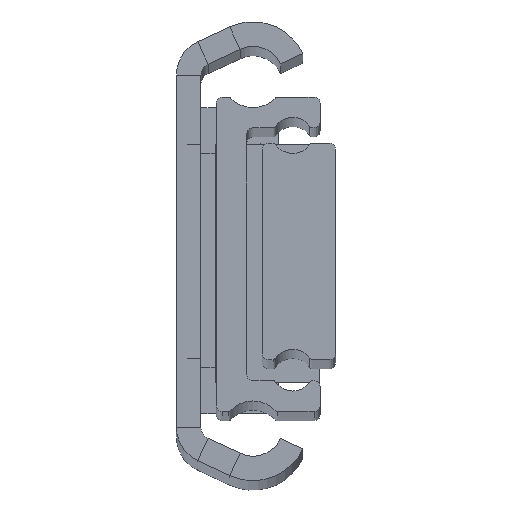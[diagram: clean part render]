
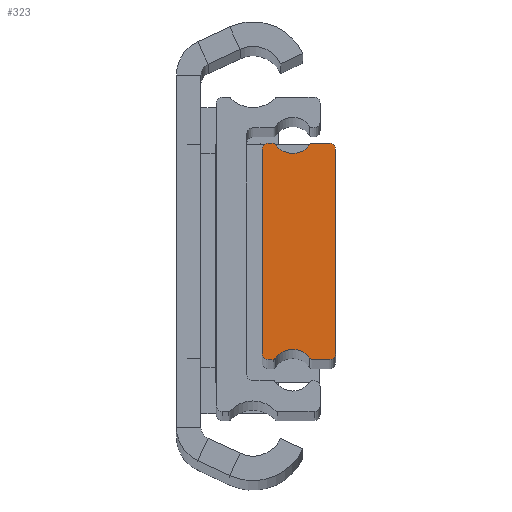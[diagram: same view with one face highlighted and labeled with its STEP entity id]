
A CAD part, top view. The second image highlights one B-rep face of the part: STEP entity #323.
In plain terms, the highlighted planar face has unit normal (0, 0, 1).
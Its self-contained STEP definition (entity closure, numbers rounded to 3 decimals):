
#67 = VERTEX_POINT ( 'NONE', #1908 ) ;
#95 = CARTESIAN_POINT ( 'NONE',  ( -11., 16.687, 0. ) ) ;
#109 = VECTOR ( 'NONE', #3554, 1000. ) ;
#130 = DIRECTION ( 'NONE',  ( 1., 0., 0. ) ) ;
#138 = LINE ( 'NONE', #5001, #1456 ) ;
#164 = CARTESIAN_POINT ( 'NONE',  ( 0., 16.688, 0. ) ) ;
#173 = VERTEX_POINT ( 'NONE', #1507 ) ;
#196 = CIRCLE ( 'NONE', #1875, 0.5 ) ;
#292 = LINE ( 'NONE', #1139, #4956 ) ;
#298 = CARTESIAN_POINT ( 'NONE',  ( -1., -16.688, 0. ) ) ;
#316 = CARTESIAN_POINT ( 'NONE',  ( -10.203, 17.188, 0. ) ) ;
#323 = ADVANCED_FACE ( 'NONE', ( #4103 ), #4930, .T. ) ;
#367 = CIRCLE ( 'NONE', #957, 3.4 ) ;
#380 = VERTEX_POINT ( 'NONE', #164 ) ;
#381 = CARTESIAN_POINT ( 'NONE',  ( -10.203, -17.188, 0. ) ) ;
#527 = DIRECTION ( 'NONE',  ( 0., 0., 1. ) ) ;
#585 = VERTEX_POINT ( 'NONE', #775 ) ;
#597 = AXIS2_PLACEMENT_3D ( 'NONE', #4155, #527, #1244 ) ;
#630 = ORIENTED_EDGE ( 'NONE', *, *, #4967, .T. ) ;
#659 = EDGE_CURVE ( 'NONE', #2567, #67, #3426, .T. ) ;
#775 = CARTESIAN_POINT ( 'NONE',  ( -3.797, 17.688, 0. ) ) ;
#813 = DIRECTION ( 'NONE',  ( 1., 0., 0. ) ) ;
#851 = DIRECTION ( 'NONE',  ( 0., 0., 1. ) ) ;
#957 = AXIS2_PLACEMENT_3D ( 'NONE', #1448, #4293, #3864 ) ;
#1112 = AXIS2_PLACEMENT_3D ( 'NONE', #4492, #851, #1716 ) ;
#1139 = CARTESIAN_POINT ( 'NONE',  ( -12., 16.688, 0. ) ) ;
#1233 = AXIS2_PLACEMENT_3D ( 'NONE', #298, #1904, #3125 ) ;
#1244 = DIRECTION ( 'NONE',  ( 1., 0., 0. ) ) ;
#1246 = VERTEX_POINT ( 'NONE', #2798 ) ;
#1268 = LINE ( 'NONE', #2113, #4424 ) ;
#1286 = DIRECTION ( 'NONE',  ( 1., 0., 0. ) ) ;
#1355 = CIRCLE ( 'NONE', #597, 1. ) ;
#1409 = ORIENTED_EDGE ( 'NONE', *, *, #3159, .T. ) ;
#1436 = CARTESIAN_POINT ( 'NONE',  ( -4.208, -17.473, 0. ) ) ;
#1448 = CARTESIAN_POINT ( 'NONE',  ( -7., -19.412, 0. ) ) ;
#1452 = AXIS2_PLACEMENT_3D ( 'NONE', #2908, #2851, #4825 ) ;
#1456 = VECTOR ( 'NONE', #2891, 1000. ) ;
#1507 = CARTESIAN_POINT ( 'NONE',  ( -11., 17.688, 0. ) ) ;
#1584 = DIRECTION ( 'NONE',  ( 1., 0., 0. ) ) ;
#1633 = EDGE_CURVE ( 'NONE', #3284, #3072, #2808, .T. ) ;
#1639 = ORIENTED_EDGE ( 'NONE', *, *, #659, .T. ) ;
#1664 = DIRECTION ( 'NONE',  ( -1., 0., 0. ) ) ;
#1710 = CIRCLE ( 'NONE', #1112, 1. ) ;
#1716 = DIRECTION ( 'NONE',  ( 1., 0., 0. ) ) ;
#1776 = CIRCLE ( 'NONE', #4428, 0.5 ) ;
#1827 = ORIENTED_EDGE ( 'NONE', *, *, #3293, .T. ) ;
#1840 = CARTESIAN_POINT ( 'NONE',  ( -12., -16.687, 0. ) ) ;
#1841 = CARTESIAN_POINT ( 'NONE',  ( -3.797, -17.688, 0. ) ) ;
#1875 = AXIS2_PLACEMENT_3D ( 'NONE', #3034, #2241, #4647 ) ;
#1904 = DIRECTION ( 'NONE',  ( 0., 0., 1. ) ) ;
#1906 = DIRECTION ( 'NONE',  ( 0., 1., 0. ) ) ;
#1908 = CARTESIAN_POINT ( 'NONE',  ( 0., -16.688, 0. ) ) ;
#1920 = DIRECTION ( 'NONE',  ( 0., 0., 1. ) ) ;
#1964 = EDGE_CURVE ( 'NONE', #67, #380, #5085, .T. ) ;
#2045 = DIRECTION ( 'NONE',  ( 0., 0., 1. ) ) ;
#2102 = EDGE_CURVE ( 'NONE', #173, #3140, #2797, .T. ) ;
#2113 = CARTESIAN_POINT ( 'NONE',  ( -1., 17.688, 0. ) ) ;
#2210 = VERTEX_POINT ( 'NONE', #1840 ) ;
#2241 = DIRECTION ( 'NONE',  ( 0., 0., 1. ) ) ;
#2372 = DIRECTION ( 'NONE',  ( -1., 0., 0. ) ) ;
#2400 = ORIENTED_EDGE ( 'NONE', *, *, #1964, .T. ) ;
#2416 = DIRECTION ( 'NONE',  ( 0., -1., 0. ) ) ;
#2460 = VERTEX_POINT ( 'NONE', #4522 ) ;
#2488 = AXIS2_PLACEMENT_3D ( 'NONE', #381, #2045, #1584 ) ;
#2539 = DIRECTION ( 'NONE',  ( 1., 0., 0. ) ) ;
#2547 = ORIENTED_EDGE ( 'NONE', *, *, #2102, .T. ) ;
#2548 = VECTOR ( 'NONE', #1906, 1000. ) ;
#2564 = CARTESIAN_POINT ( 'NONE',  ( -3.797, 17.188, 0. ) ) ;
#2567 = VERTEX_POINT ( 'NONE', #4666 ) ;
#2636 = ORIENTED_EDGE ( 'NONE', *, *, #1633, .T. ) ;
#2651 = VERTEX_POINT ( 'NONE', #4728 ) ;
#2752 = CARTESIAN_POINT ( 'NONE',  ( -4.208, 17.473, 0. ) ) ;
#2759 = DIRECTION ( 'NONE',  ( 0., 0., 1. ) ) ;
#2797 = CIRCLE ( 'NONE', #3567, 1. ) ;
#2798 = CARTESIAN_POINT ( 'NONE',  ( -11., -17.687, 0. ) ) ;
#2808 = CIRCLE ( 'NONE', #1452, 3.4 ) ;
#2843 = CARTESIAN_POINT ( 'NONE',  ( -9.792, 17.473, 0. ) ) ;
#2851 = DIRECTION ( 'NONE',  ( 0., 0., -1. ) ) ;
#2871 = CARTESIAN_POINT ( 'NONE',  ( -11., 16.687, 0. ) ) ;
#2891 = DIRECTION ( 'NONE',  ( 1., 0., 0. ) ) ;
#2908 = CARTESIAN_POINT ( 'NONE',  ( -7., 19.412, 0. ) ) ;
#3018 = EDGE_CURVE ( 'NONE', #4421, #2567, #4763, .T. ) ;
#3034 = CARTESIAN_POINT ( 'NONE',  ( -3.797, -17.188, 0. ) ) ;
#3036 = EDGE_LOOP ( 'NONE', ( #2547, #1827, #3681, #3383, #5095, #1409, #3962, #3771, #1639, #2400, #5200, #630, #3699, #2636, #4072, #3197 ) ) ;
#3072 = VERTEX_POINT ( 'NONE', #2843 ) ;
#3097 = EDGE_CURVE ( 'NONE', #3452, #5098, #4258, .T. ) ;
#3125 = DIRECTION ( 'NONE',  ( 1., 0., 0. ) ) ;
#3140 = VERTEX_POINT ( 'NONE', #3495 ) ;
#3153 = CARTESIAN_POINT ( 'NONE',  ( -3.797, -17.688, 0. ) ) ;
#3159 = EDGE_CURVE ( 'NONE', #5098, #5175, #367, .T. ) ;
#3197 = ORIENTED_EDGE ( 'NONE', *, *, #4941, .T. ) ;
#3284 = VERTEX_POINT ( 'NONE', #2752 ) ;
#3293 = EDGE_CURVE ( 'NONE', #3140, #2210, #292, .T. ) ;
#3383 = ORIENTED_EDGE ( 'NONE', *, *, #3428, .T. ) ;
#3426 = CIRCLE ( 'NONE', #1233, 1. ) ;
#3428 = EDGE_CURVE ( 'NONE', #1246, #3452, #138, .T. ) ;
#3452 = VERTEX_POINT ( 'NONE', #4473 ) ;
#3495 = CARTESIAN_POINT ( 'NONE',  ( -12., 16.688, 0. ) ) ;
#3520 = EDGE_CURVE ( 'NONE', #5175, #4421, #196, .T. ) ;
#3554 = DIRECTION ( 'NONE',  ( 1., 0., 0. ) ) ;
#3567 = AXIS2_PLACEMENT_3D ( 'NONE', #2871, #2759, #813 ) ;
#3574 = CARTESIAN_POINT ( 'NONE',  ( -10.203, 17.688, 0. ) ) ;
#3681 = ORIENTED_EDGE ( 'NONE', *, *, #3910, .T. ) ;
#3699 = ORIENTED_EDGE ( 'NONE', *, *, #3933, .T. ) ;
#3750 = VECTOR ( 'NONE', #2372, 1000. ) ;
#3771 = ORIENTED_EDGE ( 'NONE', *, *, #3018, .T. ) ;
#3864 = DIRECTION ( 'NONE',  ( 1., 0., 0. ) ) ;
#3893 = AXIS2_PLACEMENT_3D ( 'NONE', #2564, #4690, #130 ) ;
#3910 = EDGE_CURVE ( 'NONE', #2210, #1246, #1355, .T. ) ;
#3933 = EDGE_CURVE ( 'NONE', #585, #3284, #3977, .T. ) ;
#3962 = ORIENTED_EDGE ( 'NONE', *, *, #3520, .T. ) ;
#3977 = CIRCLE ( 'NONE', #3893, 0.5 ) ;
#4072 = ORIENTED_EDGE ( 'NONE', *, *, #4966, .T. ) ;
#4103 = FACE_OUTER_BOUND ( 'NONE', #3036, .T. ) ;
#4114 = AXIS2_PLACEMENT_3D ( 'NONE', #95, #4538, #1286 ) ;
#4155 = CARTESIAN_POINT ( 'NONE',  ( -11., -16.687, 0. ) ) ;
#4258 = CIRCLE ( 'NONE', #2488, 0.5 ) ;
#4293 = DIRECTION ( 'NONE',  ( 0., 0., -1. ) ) ;
#4421 = VERTEX_POINT ( 'NONE', #3153 ) ;
#4424 = VECTOR ( 'NONE', #1664, 1000. ) ;
#4428 = AXIS2_PLACEMENT_3D ( 'NONE', #316, #1920, #2539 ) ;
#4473 = CARTESIAN_POINT ( 'NONE',  ( -10.203, -17.688, 0. ) ) ;
#4492 = CARTESIAN_POINT ( 'NONE',  ( -1., 16.688, 0. ) ) ;
#4522 = CARTESIAN_POINT ( 'NONE',  ( -1., 17.688, 0. ) ) ;
#4538 = DIRECTION ( 'NONE',  ( 0., 0., 1. ) ) ;
#4546 = CARTESIAN_POINT ( 'NONE',  ( -9.792, -17.473, 0. ) ) ;
#4647 = DIRECTION ( 'NONE',  ( 1., 0., 0. ) ) ;
#4666 = CARTESIAN_POINT ( 'NONE',  ( -1., -17.688, 0. ) ) ;
#4685 = CARTESIAN_POINT ( 'NONE',  ( 0., -16.688, 0. ) ) ;
#4690 = DIRECTION ( 'NONE',  ( 0., 0., 1. ) ) ;
#4728 = CARTESIAN_POINT ( 'NONE',  ( -10.203, 17.688, 0. ) ) ;
#4763 = LINE ( 'NONE', #1841, #109 ) ;
#4825 = DIRECTION ( 'NONE',  ( 1., 0., 0. ) ) ;
#4860 = LINE ( 'NONE', #3574, #3750 ) ;
#4930 = PLANE ( 'NONE',  #4114 ) ;
#4941 = EDGE_CURVE ( 'NONE', #2651, #173, #4860, .T. ) ;
#4956 = VECTOR ( 'NONE', #2416, 1000. ) ;
#4966 = EDGE_CURVE ( 'NONE', #3072, #2651, #1776, .T. ) ;
#4967 = EDGE_CURVE ( 'NONE', #2460, #585, #1268, .T. ) ;
#5001 = CARTESIAN_POINT ( 'NONE',  ( -11., -17.687, 0. ) ) ;
#5065 = EDGE_CURVE ( 'NONE', #380, #2460, #1710, .T. ) ;
#5085 = LINE ( 'NONE', #4685, #2548 ) ;
#5095 = ORIENTED_EDGE ( 'NONE', *, *, #3097, .T. ) ;
#5098 = VERTEX_POINT ( 'NONE', #4546 ) ;
#5175 = VERTEX_POINT ( 'NONE', #1436 ) ;
#5200 = ORIENTED_EDGE ( 'NONE', *, *, #5065, .T. ) ;
